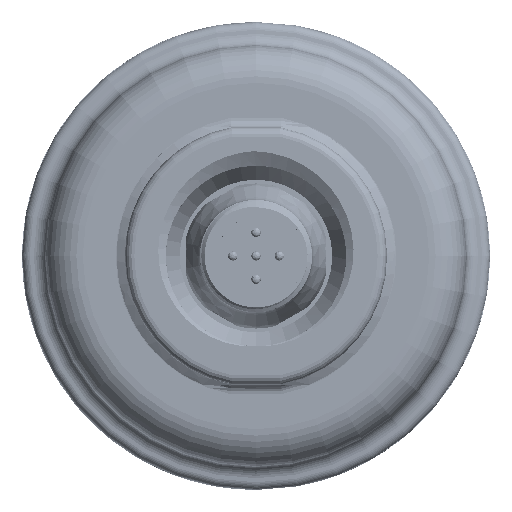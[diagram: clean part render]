
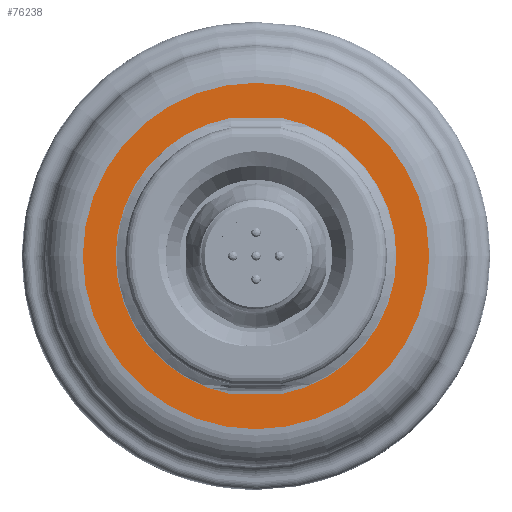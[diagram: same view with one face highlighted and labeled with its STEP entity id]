
A CAD part, front view. The second image highlights one B-rep face of the part: STEP entity #76238.
In plain terms, the highlighted planar face has unit normal (0, -1, 0).
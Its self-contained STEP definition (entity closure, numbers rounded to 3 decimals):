
#52011=CARTESIAN_POINT('',(0.,-3.,0.));
#52012=DIRECTION('',(0.,-1.,0.));
#52013=DIRECTION('',(-0.182,0.,0.983));
#52014=AXIS2_PLACEMENT_3D('',#52011,#52012,#52013);
#52016=DIRECTION('',(1.,0.,0.));
#52017=VECTOR('',#52016,5.454);
#52018=CARTESIAN_POINT('',(-2.727,-3.,-14.75));
#52019=LINE('',#52018,#52017);
#52020=CARTESIAN_POINT('',(0.,-3.,0.));
#52021=DIRECTION('',(0.,-1.,0.));
#52022=DIRECTION('',(0.182,0.,-0.983));
#52023=AXIS2_PLACEMENT_3D('',#52020,#52021,#52022);
#52025=DIRECTION('',(-1.,0.,0.));
#52026=VECTOR('',#52025,5.454);
#52027=CARTESIAN_POINT('',(2.727,-3.,14.75));
#52028=LINE('',#52027,#52026);
#52029=CARTESIAN_POINT('',(0.,-3.,0.));
#52030=DIRECTION('',(0.,-1.,0.));
#52031=DIRECTION('',(0.,0.,-1.));
#52032=AXIS2_PLACEMENT_3D('',#52029,#52030,#52031);
#52034=CARTESIAN_POINT('',(0.,-3.,0.));
#52035=DIRECTION('',(0.,-1.,0.));
#52036=DIRECTION('',(0.,0.,1.));
#52037=AXIS2_PLACEMENT_3D('',#52034,#52035,#52036);
#55211=CARTESIAN_POINT('',(-2.727,-3.,14.75));
#55212=CARTESIAN_POINT('',(-2.727,-3.,-14.75));
#55213=VERTEX_POINT('',#55211);
#55214=VERTEX_POINT('',#55212);
#55219=CARTESIAN_POINT('',(2.727,-3.,-14.75));
#55220=CARTESIAN_POINT('',(2.727,-3.,14.75));
#55221=VERTEX_POINT('',#55219);
#55222=VERTEX_POINT('',#55220);
#55579=CARTESIAN_POINT('',(0.,-3.,-18.5));
#55580=CARTESIAN_POINT('',(0.,-3.,18.5));
#55581=VERTEX_POINT('',#55579);
#55582=VERTEX_POINT('',#55580);
#76219=CARTESIAN_POINT('',(0.,-3.,0.));
#76220=DIRECTION('',(0.,-1.,0.));
#76221=DIRECTION('',(0.,0.,1.));
#76222=AXIS2_PLACEMENT_3D('',#76219,#76220,#76221);
#76223=PLANE('',#76222);
#76225=ORIENTED_EDGE('',*,*,#76224,.F.);
#76227=ORIENTED_EDGE('',*,*,#76226,.F.);
#76228=EDGE_LOOP('',(#76225,#76227));
#76229=FACE_OUTER_BOUND('',#76228,.F.);
#76231=ORIENTED_EDGE('',*,*,#76230,.T.);
#76232=ORIENTED_EDGE('',*,*,#76197,.T.);
#76233=ORIENTED_EDGE('',*,*,#76210,.T.);
#76235=ORIENTED_EDGE('',*,*,#76234,.T.);
#76236=EDGE_LOOP('',(#76231,#76232,#76233,#76235));
#76237=FACE_BOUND('',#76236,.F.);
#76238=ADVANCED_FACE('',(#76229,#76237),#76223,.T.);
#52015=CIRCLE('',#52014,15.);
#52024=CIRCLE('',#52023,15.);
#52033=CIRCLE('',#52032,18.5);
#52038=CIRCLE('',#52037,18.5);
#76197=EDGE_CURVE('',#55214,#55221,#52019,.T.);
#76210=EDGE_CURVE('',#55221,#55222,#52024,.T.);
#76224=EDGE_CURVE('',#55581,#55582,#52033,.T.);
#76226=EDGE_CURVE('',#55582,#55581,#52038,.T.);
#76230=EDGE_CURVE('',#55213,#55214,#52015,.T.);
#76234=EDGE_CURVE('',#55222,#55213,#52028,.T.);
